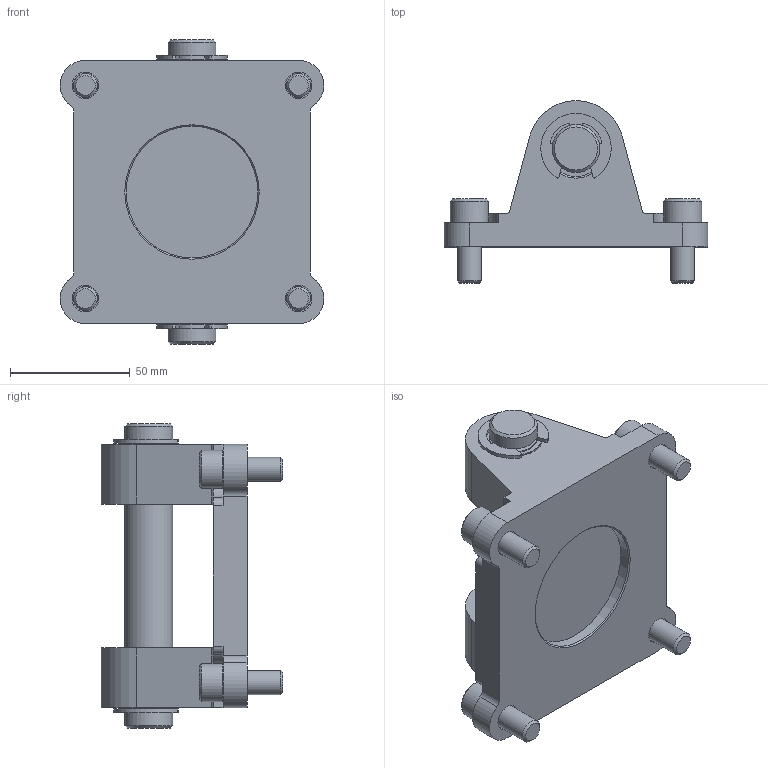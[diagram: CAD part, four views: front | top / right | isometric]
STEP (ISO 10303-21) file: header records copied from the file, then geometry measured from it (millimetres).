
FILE_DESCRIPTION(/* description */ ('STEP AP214'),/* implementation_level */ '2;1');
FILE_NAME(/* name */ '176949_SNCB-100-R3',/* time_stamp */ '2024-09-13T11:44:41+02:00',/* author */ ('License CC BY-ND 4.0'),/* organization */ ('CADENAS'),/* preprocessor_version */ 'ST-DEVELOPER v19.3',/* originating_system */ 'PARTsolutions',/* authorisation */ ' ');
FILE_SCHEMA (('AUTOMOTIVE_DESIGN {1 0 10303 214 3 1 1}'));
Length unit declared in the file: millimetre
Products named in the file (5): 176949 SNCB-100-R3---(0); 176949 SNCB-100-R3---(SF_00); DIN-912 - M10x25(F); 374763 BZ-20-111,0-AA (127); DIN-6799 15
Assembly tree (8 placements, depth 2):
  176949 SNCB-100-R3---(0)
    176949 SNCB-100-R3---(SF_00)
    DIN-912 - M10x25(F)  x4
    374763 BZ-20-111,0-AA (127)
    DIN-6799 15  x2
Bounding box: 109.96 x 75.92 x 127 mm (x, y, z)
Volume: 269048.3 mm3; surface area: 60468 mm2
Topology: 8 solids, 8 shells, 238 faces, 541 edges, 332 vertices
Faces by surface type: plane 107, cylinder 82, cone 49
Full cylindrical faces by diameter (mm): 10 x4, 11 x4, 15 x2, 16 x4, 20 x5, 23.2 x2, 23.4 x2, 55 x1
Entity records: 3756 total; most frequent: DIRECTION 678, CARTESIAN_POINT 630, ORIENTED_EDGE 546, AXIS2_PLACEMENT_3D 274, EDGE_CURVE 273, VERTEX_POINT 192, FACE_BOUND 179, EDGE_LOOP 178
